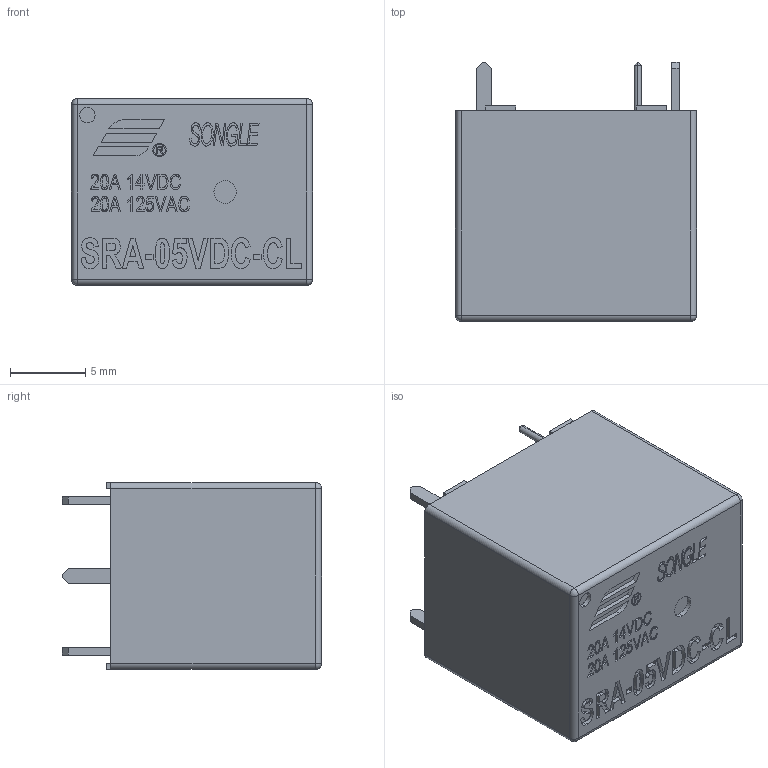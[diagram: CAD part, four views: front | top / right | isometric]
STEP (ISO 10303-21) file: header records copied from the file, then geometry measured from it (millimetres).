
FILE_DESCRIPTION (( 'STEP AP214' ), '1' );
FILE_NAME ('SRA-05VDC-CL.STEP', '2023-09-19T13:37:11', ( 'Jarek' ), ( '' ), 'SwSTEP 2.0', 'SolidWorks 2020', '' );
FILE_SCHEMA (( 'AUTOMOTIVE_DESIGN' ));
Length unit declared in the file: millimetre
Products named in the file (1): SRA-05VDC-CL
Bounding box: 16 x 17.2 x 12.4 mm (x, y, z)
Volume: 2772.3 mm3; surface area: 1292.7 mm2
Topology: 5 solids, 5 shells, 555 faces, 1440 edges, 952 vertices
Faces by surface type: plane 330, bspline 195, cylinder 22, cone 4, sphere 4
Entity records: 32251 total; most frequent: CARTESIAN_POINT 14411, ORIENTED_EDGE 2872, DIRECTION 1816, EDGE_CURVE 1436, VECTOR 998, LINE 998, VERTEX_POINT 952, EDGE_LOOP 616
